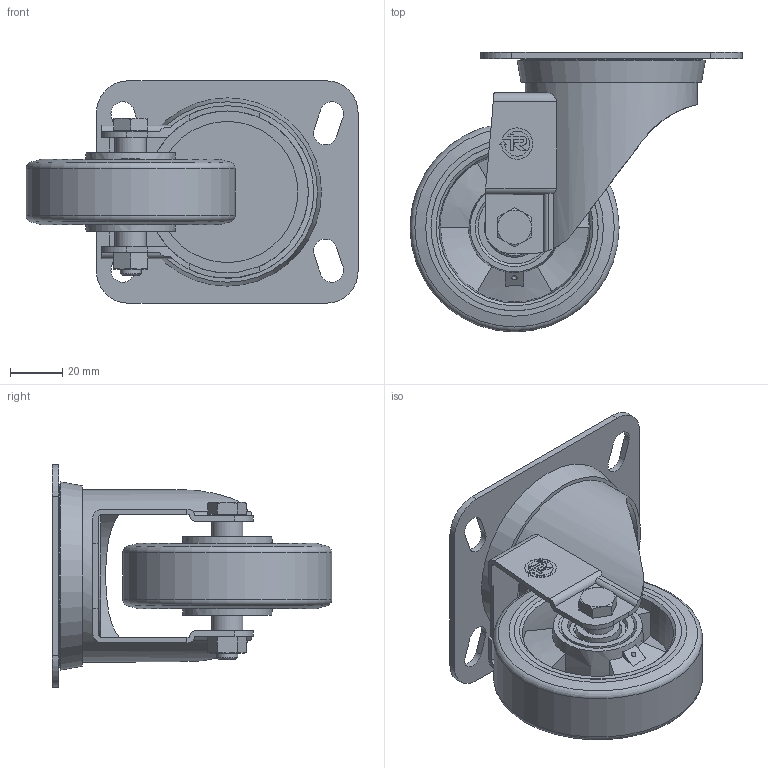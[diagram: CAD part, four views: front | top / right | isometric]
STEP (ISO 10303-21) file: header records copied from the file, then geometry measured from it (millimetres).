
FILE_DESCRIPTION( ( 'STEP AP214' ), ' ' );
FILE_NAME( '659301.stp', '2018-04-04T08:49:51', ( '' ), ( '' ), ' ', 'PARTsolutions', ' ' );
FILE_SCHEMA( ( 'AUTOMOTIVE_DESIGN { 1 0 10303 214 1 1 1 1 }' ) );
Length unit declared in the file: millimetre
Products named in the file (8): 659301; _SRP/NL (80-100x85-25107)-b; _654101; _Shaft 80-M8-25-12400; _Serie 65 AL HUB - 80-12; _Serie 65 AL S - 80-12; _Bolt M8(12-80-25-55GREY); _Nut M8(80-25-12-40GREY)
Assembly tree (8 placements, depth 2):
  659301
    _SRP/NL (80-100x85-25107)-b
    _654101
    _Shaft 80-M8-25-12400
    _Serie 65 AL HUB - 80-12  x2
    _Serie 65 AL S - 80-12
    _Bolt M8(12-80-25-55GREY)
    _Nut M8(80-25-12-40GREY)
Bounding box: 127 x 107 x 85 mm (x, y, z)
Volume: 166675.6 mm3; surface area: 74749.9 mm2
Topology: 8 solids, 8 shells, 336 faces, 806 edges, 514 vertices
Faces by surface type: plane 182, cylinder 79, cone 50, torus 22, bspline 3
Full cylindrical faces by diameter (mm): 6.647 x1, 8 x4, 11.47 x1, 12 x4, 13 x1, 16 x1, 16.91 x4, 18.44 x4, 21.54 x4, 23 x4, 28 x4, 54 x1, 62 x1, 63.95 x2, 64 x2, 66 x1, 80 x1
Entity records: 12198 total; most frequent: CARTESIAN_POINT 2462, DIRECTION 1445, ORIENTED_EDGE 1388, EDGE_CURVE 694, AXIS2_PLACEMENT_3D 550, VERTEX_POINT 482, EDGE_LOOP 425, FACE_OUTER_BOUND 365
